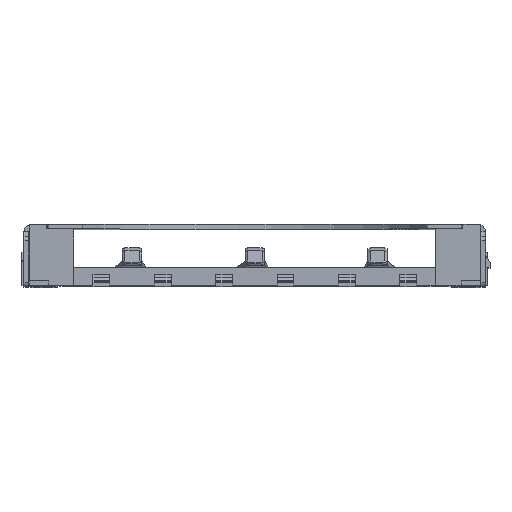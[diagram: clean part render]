
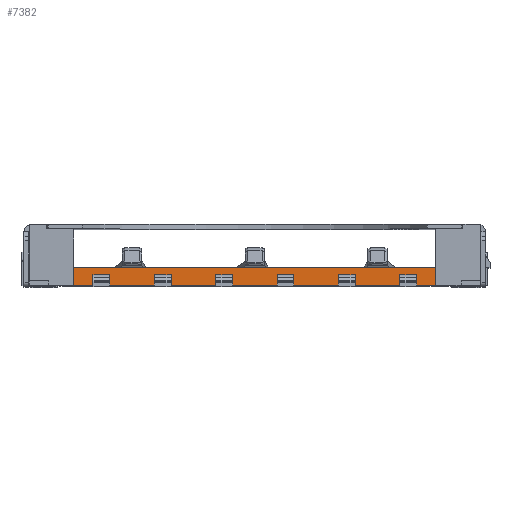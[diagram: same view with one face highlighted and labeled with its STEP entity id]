
A CAD part, top view. The second image highlights one B-rep face of the part: STEP entity #7382.
In plain terms, the highlighted planar face has unit normal (0, 0, 1).
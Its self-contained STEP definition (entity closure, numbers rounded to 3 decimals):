
#13=DIRECTION('',(1.,0.,0.));
#14=VECTOR('',#13,7.5);
#15=CARTESIAN_POINT('',(-3.75,0.,-0.9));
#16=LINE('',#15,#14);
#1359=DIRECTION('',(0.,1.,0.));
#1360=VECTOR('',#1359,0.37);
#1361=CARTESIAN_POINT('',(3.75,0.,-0.9));
#1362=LINE('',#1361,#1360);
#1371=DIRECTION('',(0.,1.,0.));
#1372=VECTOR('',#1371,0.37);
#1373=CARTESIAN_POINT('',(-3.75,0.,-0.9));
#1374=LINE('',#1373,#1372);
#1375=DIRECTION('',(1.,0.,0.));
#1376=VECTOR('',#1375,7.5);
#1377=CARTESIAN_POINT('',(-3.75,0.37,-0.9));
#1378=LINE('',#1377,#1376);
#1379=DIRECTION('',(1.,0.,0.));
#1380=VECTOR('',#1379,0.35);
#1381=CARTESIAN_POINT('',(-2.08,0.12,-0.9));
#1382=LINE('',#1381,#1380);
#1383=DIRECTION('',(0.,-1.,0.));
#1384=VECTOR('',#1383,0.1);
#1385=CARTESIAN_POINT('',(-2.08,0.22,-0.9));
#1386=LINE('',#1385,#1384);
#1387=DIRECTION('',(1.,0.,0.));
#1388=VECTOR('',#1387,0.35);
#1389=CARTESIAN_POINT('',(-3.35,0.12,-0.9));
#1390=LINE('',#1389,#1388);
#1391=DIRECTION('',(0.,-1.,0.));
#1392=VECTOR('',#1391,0.1);
#1393=CARTESIAN_POINT('',(-3.35,0.22,-0.9));
#1394=LINE('',#1393,#1392);
#1395=DIRECTION('',(1.,0.,0.));
#1396=VECTOR('',#1395,0.35);
#1397=CARTESIAN_POINT('',(3.,0.12,-0.9));
#1398=LINE('',#1397,#1396);
#1399=DIRECTION('',(0.,-1.,0.));
#1400=VECTOR('',#1399,0.1);
#1401=CARTESIAN_POINT('',(3.,0.22,-0.9));
#1402=LINE('',#1401,#1400);
#1403=DIRECTION('',(1.,0.,0.));
#1404=VECTOR('',#1403,0.35);
#1405=CARTESIAN_POINT('',(0.46,0.12,-0.9));
#1406=LINE('',#1405,#1404);
#1407=DIRECTION('',(0.,-1.,0.));
#1408=VECTOR('',#1407,0.1);
#1409=CARTESIAN_POINT('',(0.46,0.22,-0.9));
#1410=LINE('',#1409,#1408);
#1411=DIRECTION('',(-1.,0.,0.));
#1412=VECTOR('',#1411,0.35);
#1413=CARTESIAN_POINT('',(2.08,0.22,-0.9));
#1414=LINE('',#1413,#1412);
#1415=DIRECTION('',(0.,-1.,0.));
#1416=VECTOR('',#1415,0.1);
#1417=CARTESIAN_POINT('',(1.73,0.22,-0.9));
#1418=LINE('',#1417,#1416);
#1419=DIRECTION('',(1.,0.,0.));
#1420=VECTOR('',#1419,0.35);
#1421=CARTESIAN_POINT('',(-0.81,0.12,-0.9));
#1422=LINE('',#1421,#1420);
#1423=DIRECTION('',(0.,-1.,0.));
#1424=VECTOR('',#1423,0.1);
#1425=CARTESIAN_POINT('',(-0.81,0.22,-0.9));
#1426=LINE('',#1425,#1424);
#1649=DIRECTION('',(1.,0.,0.));
#1650=VECTOR('',#1649,0.35);
#1651=CARTESIAN_POINT('',(-2.08,0.22,-0.9));
#1652=LINE('',#1651,#1650);
#1979=DIRECTION('',(1.,0.,0.));
#1980=VECTOR('',#1979,0.35);
#1981=CARTESIAN_POINT('',(-3.35,0.22,-0.9));
#1982=LINE('',#1981,#1980);
#2071=DIRECTION('',(0.,-1.,0.));
#2072=VECTOR('',#2071,0.1);
#2073=CARTESIAN_POINT('',(-3.,0.22,-0.9));
#2074=LINE('',#2073,#2072);
#2291=DIRECTION('',(0.,-1.,0.));
#2292=VECTOR('',#2291,0.1);
#2293=CARTESIAN_POINT('',(-1.73,0.22,-0.9));
#2294=LINE('',#2293,#2292);
#2503=DIRECTION('',(-1.,0.,0.));
#2504=VECTOR('',#2503,0.35);
#2505=CARTESIAN_POINT('',(2.08,0.12,-0.9));
#2506=LINE('',#2505,#2504);
#2668=DIRECTION('',(0.,-1.,0.));
#2669=VECTOR('',#2668,0.1);
#2670=CARTESIAN_POINT('',(2.08,0.22,-0.9));
#2671=LINE('',#2670,#2669);
#2824=DIRECTION('',(1.,0.,0.));
#2825=VECTOR('',#2824,0.35);
#2826=CARTESIAN_POINT('',(3.,0.22,-0.9));
#2827=LINE('',#2826,#2825);
#2923=DIRECTION('',(0.,-1.,0.));
#2924=VECTOR('',#2923,0.1);
#2925=CARTESIAN_POINT('',(3.35,0.22,-0.9));
#2926=LINE('',#2925,#2924);
#3401=DIRECTION('',(1.,0.,0.));
#3402=VECTOR('',#3401,0.35);
#3403=CARTESIAN_POINT('',(0.46,0.22,-0.9));
#3404=LINE('',#3403,#3402);
#3727=DIRECTION('',(1.,0.,0.));
#3728=VECTOR('',#3727,0.35);
#3729=CARTESIAN_POINT('',(-0.81,0.22,-0.9));
#3730=LINE('',#3729,#3728);
#3819=DIRECTION('',(0.,-1.,0.));
#3820=VECTOR('',#3819,0.1);
#3821=CARTESIAN_POINT('',(-0.46,0.22,-0.9));
#3822=LINE('',#3821,#3820);
#4043=DIRECTION('',(0.,-1.,0.));
#4044=VECTOR('',#4043,0.1);
#4045=CARTESIAN_POINT('',(0.81,0.22,-0.9));
#4046=LINE('',#4045,#4044);
#4445=CARTESIAN_POINT('',(-3.75,0.,-0.9));
#4446=VERTEX_POINT('',#4445);
#4447=CARTESIAN_POINT('',(3.75,0.,-0.9));
#4448=VERTEX_POINT('',#4447);
#4689=CARTESIAN_POINT('',(-0.46,0.12,-0.9));
#4690=VERTEX_POINT('',#4689);
#4691=CARTESIAN_POINT('',(-0.81,0.12,-0.9));
#4692=VERTEX_POINT('',#4691);
#4715=CARTESIAN_POINT('',(0.81,0.12,-0.9));
#4716=VERTEX_POINT('',#4715);
#4717=CARTESIAN_POINT('',(0.46,0.12,-0.9));
#4718=VERTEX_POINT('',#4717);
#4843=CARTESIAN_POINT('',(3.75,0.37,-0.9));
#4844=VERTEX_POINT('',#4843);
#4845=CARTESIAN_POINT('',(-3.75,0.37,-0.9));
#4846=VERTEX_POINT('',#4845);
#5003=CARTESIAN_POINT('',(-0.81,0.22,-0.9));
#5004=VERTEX_POINT('',#5003);
#5005=CARTESIAN_POINT('',(-0.46,0.22,-0.9));
#5006=VERTEX_POINT('',#5005);
#5057=CARTESIAN_POINT('',(0.46,0.22,-0.9));
#5058=VERTEX_POINT('',#5057);
#5059=CARTESIAN_POINT('',(0.81,0.22,-0.9));
#5060=VERTEX_POINT('',#5059);
#5111=CARTESIAN_POINT('',(-3.,0.12,-0.9));
#5112=VERTEX_POINT('',#5111);
#5113=CARTESIAN_POINT('',(-3.35,0.12,-0.9));
#5114=VERTEX_POINT('',#5113);
#5131=CARTESIAN_POINT('',(-1.73,0.12,-0.9));
#5132=VERTEX_POINT('',#5131);
#5133=CARTESIAN_POINT('',(-2.08,0.12,-0.9));
#5134=VERTEX_POINT('',#5133);
#5227=CARTESIAN_POINT('',(-3.35,0.22,-0.9));
#5228=VERTEX_POINT('',#5227);
#5229=CARTESIAN_POINT('',(-3.,0.22,-0.9));
#5230=VERTEX_POINT('',#5229);
#5305=CARTESIAN_POINT('',(-2.08,0.22,-0.9));
#5306=VERTEX_POINT('',#5305);
#5307=CARTESIAN_POINT('',(-1.73,0.22,-0.9));
#5308=VERTEX_POINT('',#5307);
#5595=CARTESIAN_POINT('',(3.,0.12,-0.9));
#5596=CARTESIAN_POINT('',(3.35,0.12,-0.9));
#5597=VERTEX_POINT('',#5595);
#5598=VERTEX_POINT('',#5596);
#5599=CARTESIAN_POINT('',(3.35,0.22,-0.9));
#5600=VERTEX_POINT('',#5599);
#5601=CARTESIAN_POINT('',(3.,0.22,-0.9));
#5602=VERTEX_POINT('',#5601);
#5603=CARTESIAN_POINT('',(2.08,0.12,-0.9));
#5604=CARTESIAN_POINT('',(1.73,0.12,-0.9));
#5605=VERTEX_POINT('',#5603);
#5606=VERTEX_POINT('',#5604);
#5607=CARTESIAN_POINT('',(2.08,0.22,-0.9));
#5608=VERTEX_POINT('',#5607);
#5609=CARTESIAN_POINT('',(1.73,0.22,-0.9));
#5610=VERTEX_POINT('',#5609);
#7311=CARTESIAN_POINT('',(3.75,0.37,-0.9));
#7312=DIRECTION('',(0.,0.,-1.));
#7313=DIRECTION('',(-1.,0.,0.));
#7314=AXIS2_PLACEMENT_3D('',#7311,#7312,#7313);
#7315=PLANE('',#7314);
#7316=ORIENTED_EDGE('',*,*,#5858,.F.);
#7317=ORIENTED_EDGE('',*,*,#6287,.T.);
#7318=ORIENTED_EDGE('',*,*,#7086,.T.);
#7319=ORIENTED_EDGE('',*,*,#7303,.F.);
#7320=EDGE_LOOP('',(#7316,#7317,#7318,#7319));
#7321=FACE_OUTER_BOUND('',#7320,.F.);
#7323=ORIENTED_EDGE('',*,*,#7322,.T.);
#7325=ORIENTED_EDGE('',*,*,#7324,.F.);
#7327=ORIENTED_EDGE('',*,*,#7326,.F.);
#7329=ORIENTED_EDGE('',*,*,#7328,.T.);
#7330=EDGE_LOOP('',(#7323,#7325,#7327,#7329));
#7331=FACE_BOUND('',#7330,.F.);
#7333=ORIENTED_EDGE('',*,*,#7332,.T.);
#7335=ORIENTED_EDGE('',*,*,#7334,.F.);
#7337=ORIENTED_EDGE('',*,*,#7336,.F.);
#7339=ORIENTED_EDGE('',*,*,#7338,.T.);
#7340=EDGE_LOOP('',(#7333,#7335,#7337,#7339));
#7341=FACE_BOUND('',#7340,.F.);
#7343=ORIENTED_EDGE('',*,*,#7342,.T.);
#7345=ORIENTED_EDGE('',*,*,#7344,.F.);
#7347=ORIENTED_EDGE('',*,*,#7346,.F.);
#7349=ORIENTED_EDGE('',*,*,#7348,.T.);
#7350=EDGE_LOOP('',(#7343,#7345,#7347,#7349));
#7351=FACE_BOUND('',#7350,.F.);
#7353=ORIENTED_EDGE('',*,*,#7352,.T.);
#7355=ORIENTED_EDGE('',*,*,#7354,.F.);
#7357=ORIENTED_EDGE('',*,*,#7356,.F.);
#7359=ORIENTED_EDGE('',*,*,#7358,.T.);
#7360=EDGE_LOOP('',(#7353,#7355,#7357,#7359));
#7361=FACE_BOUND('',#7360,.F.);
#7363=ORIENTED_EDGE('',*,*,#7362,.F.);
#7365=ORIENTED_EDGE('',*,*,#7364,.F.);
#7367=ORIENTED_EDGE('',*,*,#7366,.T.);
#7369=ORIENTED_EDGE('',*,*,#7368,.T.);
#7370=EDGE_LOOP('',(#7363,#7365,#7367,#7369));
#7371=FACE_BOUND('',#7370,.F.);
#7373=ORIENTED_EDGE('',*,*,#7372,.T.);
#7375=ORIENTED_EDGE('',*,*,#7374,.F.);
#7377=ORIENTED_EDGE('',*,*,#7376,.F.);
#7379=ORIENTED_EDGE('',*,*,#7378,.T.);
#7380=EDGE_LOOP('',(#7373,#7375,#7377,#7379));
#7381=FACE_BOUND('',#7380,.F.);
#7382=ADVANCED_FACE('',(#7321,#7331,#7341,#7351,#7361,#7371,#7381),#7315,.F.);
#5858=EDGE_CURVE('',#4446,#4448,#16,.T.);
#6287=EDGE_CURVE('',#4446,#4846,#1374,.T.);
#7086=EDGE_CURVE('',#4846,#4844,#1378,.T.);
#7303=EDGE_CURVE('',#4448,#4844,#1362,.T.);
#7322=EDGE_CURVE('',#5134,#5132,#1382,.T.);
#7324=EDGE_CURVE('',#5308,#5132,#2294,.T.);
#7326=EDGE_CURVE('',#5306,#5308,#1652,.T.);
#7328=EDGE_CURVE('',#5306,#5134,#1386,.T.);
#7332=EDGE_CURVE('',#5114,#5112,#1390,.T.);
#7334=EDGE_CURVE('',#5230,#5112,#2074,.T.);
#7336=EDGE_CURVE('',#5228,#5230,#1982,.T.);
#7338=EDGE_CURVE('',#5228,#5114,#1394,.T.);
#7342=EDGE_CURVE('',#5597,#5598,#1398,.T.);
#7344=EDGE_CURVE('',#5600,#5598,#2926,.T.);
#7346=EDGE_CURVE('',#5602,#5600,#2827,.T.);
#7348=EDGE_CURVE('',#5602,#5597,#1402,.T.);
#7352=EDGE_CURVE('',#4718,#4716,#1406,.T.);
#7354=EDGE_CURVE('',#5060,#4716,#4046,.T.);
#7356=EDGE_CURVE('',#5058,#5060,#3404,.T.);
#7358=EDGE_CURVE('',#5058,#4718,#1410,.T.);
#7362=EDGE_CURVE('',#5605,#5606,#2506,.T.);
#7364=EDGE_CURVE('',#5608,#5605,#2671,.T.);
#7366=EDGE_CURVE('',#5608,#5610,#1414,.T.);
#7368=EDGE_CURVE('',#5610,#5606,#1418,.T.);
#7372=EDGE_CURVE('',#4692,#4690,#1422,.T.);
#7374=EDGE_CURVE('',#5006,#4690,#3822,.T.);
#7376=EDGE_CURVE('',#5004,#5006,#3730,.T.);
#7378=EDGE_CURVE('',#5004,#4692,#1426,.T.);
